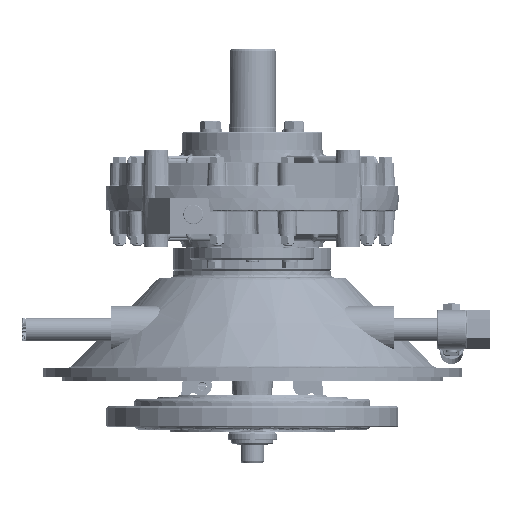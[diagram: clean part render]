
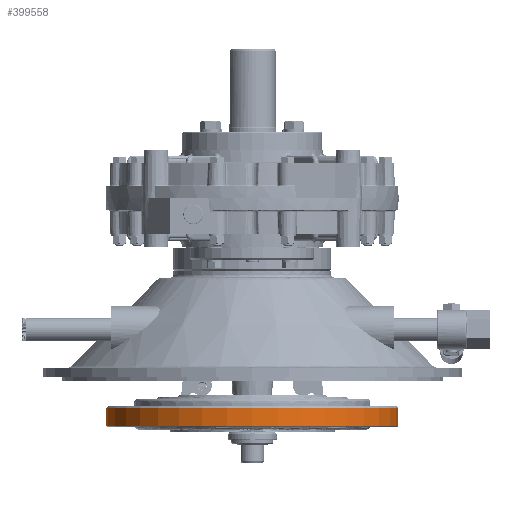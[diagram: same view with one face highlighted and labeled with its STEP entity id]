
A CAD part, front view. The second image highlights one B-rep face of the part: STEP entity #399558.
In plain terms, the highlighted cylindrical face has radius 157.162 mm (diameter 314.325 mm), a partial arc.
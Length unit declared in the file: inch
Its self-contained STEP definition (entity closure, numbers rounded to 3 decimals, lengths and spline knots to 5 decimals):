
#10427 = CIRCLE ( 'NONE', #356958, 6.1875 ) ;
#14175 = VERTEX_POINT ( 'NONE', #544700 ) ;
#14222 = ORIENTED_EDGE ( 'NONE', *, *, #403868, .T. ) ;
#36992 = CARTESIAN_POINT ( 'NONE',  ( 6.1875, 0., 8.8214 ) ) ;
#38919 = EDGE_CURVE ( 'NONE', #300812, #14175, #352353, .T. ) ;
#53237 = DIRECTION ( 'NONE',  ( 0., 0., -1. ) ) ;
#59259 = DIRECTION ( 'NONE',  ( 0., 0., -1. ) ) ;
#62045 = LINE ( 'NONE', #336882, #76255 ) ;
#76255 = VECTOR ( 'NONE', #158478, 39.37008 ) ;
#98703 = EDGE_CURVE ( 'NONE', #239554, #300812, #363432, .T. ) ;
#113146 = CARTESIAN_POINT ( 'NONE',  ( 6.1875, 0., 8.0714 ) ) ;
#158478 = DIRECTION ( 'NONE',  ( 0., 0., -1. ) ) ;
#169417 = CARTESIAN_POINT ( 'NONE',  ( -6.1875, 0., 8.8839 ) ) ;
#174665 = VERTEX_POINT ( 'NONE', #113146 ) ;
#184722 = ORIENTED_EDGE ( 'NONE', *, *, #38919, .F. ) ;
#224129 = CYLINDRICAL_SURFACE ( 'NONE', #480654, 6.1875 ) ;
#239161 = DIRECTION ( 'NONE',  ( 0., 0., -1. ) ) ;
#239554 = VERTEX_POINT ( 'NONE', #36992 ) ;
#252806 = EDGE_LOOP ( 'NONE', ( #561498, #14222, #337920, #184722 ) ) ;
#260628 = EDGE_CURVE ( 'NONE', #174665, #14175, #10427, .T. ) ;
#261226 = VECTOR ( 'NONE', #392918, 39.37008 ) ;
#284266 = DIRECTION ( 'NONE',  ( -1., 0., 0. ) ) ;
#300812 = VERTEX_POINT ( 'NONE', #509384 ) ;
#319024 = AXIS2_PLACEMENT_3D ( 'NONE', #327874, #59259, #372996 ) ;
#321808 = CARTESIAN_POINT ( 'NONE',  ( 0., 0., 8.0714 ) ) ;
#327874 = CARTESIAN_POINT ( 'NONE',  ( 0., 0., 8.8214 ) ) ;
#329274 = CARTESIAN_POINT ( 'NONE',  ( 0., 0., 8.8839 ) ) ;
#336882 = CARTESIAN_POINT ( 'NONE',  ( 6.1875, 0., 8.8839 ) ) ;
#337920 = ORIENTED_EDGE ( 'NONE', *, *, #260628, .T. ) ;
#352353 = LINE ( 'NONE', #169417, #261226 ) ;
#356958 = AXIS2_PLACEMENT_3D ( 'NONE', #321808, #53237, #366964 ) ;
#363432 = CIRCLE ( 'NONE', #319024, 6.1875 ) ;
#366964 = DIRECTION ( 'NONE',  ( 1., 0., 0. ) ) ;
#372996 = DIRECTION ( 'NONE',  ( -1., 0., 0. ) ) ;
#392918 = DIRECTION ( 'NONE',  ( 0., 0., -1. ) ) ;
#399558 = ADVANCED_FACE ( 'NONE', ( #581972 ), #224129, .F. ) ;
#403868 = EDGE_CURVE ( 'NONE', #239554, #174665, #62045, .T. ) ;
#480654 = AXIS2_PLACEMENT_3D ( 'NONE', #329274, #239161, #284266 ) ;
#509384 = CARTESIAN_POINT ( 'NONE',  ( -6.1875, 0., 8.8214 ) ) ;
#544700 = CARTESIAN_POINT ( 'NONE',  ( -6.1875, 0., 8.0714 ) ) ;
#561498 = ORIENTED_EDGE ( 'NONE', *, *, #98703, .F. ) ;
#581972 = FACE_OUTER_BOUND ( 'NONE', #252806, .T. ) ;
